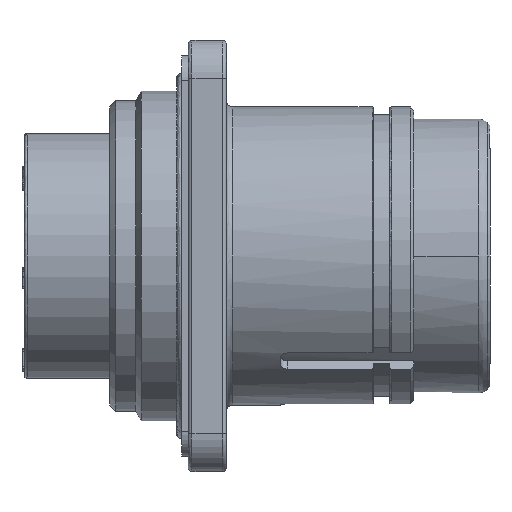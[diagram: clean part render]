
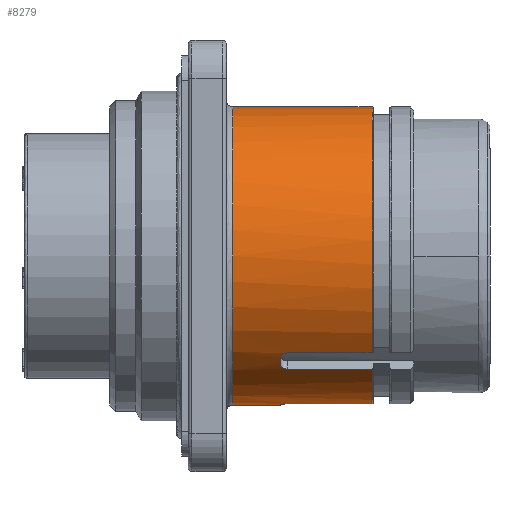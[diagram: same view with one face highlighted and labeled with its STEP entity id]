
A CAD part, front view. The second image highlights one B-rep face of the part: STEP entity #8279.
In plain terms, the highlighted cylindrical face has radius 11.75 mm (diameter 23.5 mm), a partial arc.
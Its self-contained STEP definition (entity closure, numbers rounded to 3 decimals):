
#16 = VERTEX_POINT ( 'NONE', #16635 ) ;
#17 = VERTEX_POINT ( 'NONE', #16636 ) ;
#22 = VERTEX_POINT ( 'NONE', #16641 ) ;
#24 = VERTEX_POINT ( 'NONE', #16643 ) ;
#5880 = DIRECTION ( 'NONE',  ( 0., 0., 1. ) ) ;
#5887 = DIRECTION ( 'NONE',  ( -1., 0., 0. ) ) ;
#5888 = CARTESIAN_POINT ( 'NONE',  ( 4.863, -0.837, 46.609 ) ) ;
#8279 = ADVANCED_FACE ( 'NONE', ( #27223 ), #27227, .T. ) ;
#16530 = AXIS2_PLACEMENT_3D ( 'NONE', #22751, #22752, #22753 ) ;
#16565 = AXIS2_PLACEMENT_3D ( 'NONE', #23603, #23604, #23605 ) ;
#16566 = AXIS2_PLACEMENT_3D ( 'NONE', #23608, #23609, #23610 ) ;
#16567 = AXIS2_PLACEMENT_3D ( 'NONE', #23756, #23757, #23758 ) ;
#16590 = AXIS2_PLACEMENT_3D ( 'NONE', #23917, #23918, #23919 ) ;
#16635 = CARTESIAN_POINT ( 'NONE',  ( -6.137, -0.837, 34.859 ) ) ;
#16636 = CARTESIAN_POINT ( 'NONE',  ( -6.137, -0.837, 58.359 ) ) ;
#16641 = CARTESIAN_POINT ( 'NONE',  ( -2.337, -0.837, 34.859 ) ) ;
#16643 = CARTESIAN_POINT ( 'NONE',  ( 4.863, -0.837, 58.359 ) ) ;
#18152 = B_SPLINE_CURVE_WITH_KNOTS ( 'NONE', 3,
 ( #23511, #23506, #23507, #23512, #23513, #23514 ),
 .UNSPECIFIED., .F., .F.,
 ( 4, 2, 4 ),
 ( 0., 0., 0.001 ),
 .UNSPECIFIED. ) ;
#18163 = B_SPLINE_CURVE_WITH_KNOTS ( 'NONE', 3,
 ( #23575, #23556, #23569, #23577, #23578, #23579 ),
 .UNSPECIFIED., .F., .F.,
 ( 4, 2, 4 ),
 ( 0., 0., 0.001 ),
 .UNSPECIFIED. ) ;
#18172 = B_SPLINE_CURVE_WITH_KNOTS ( 'NONE', 3,
 ( #23799, #23794, #23796, #23801, #23802, #23803 ),
 .UNSPECIFIED., .F., .F.,
 ( 4, 2, 4 ),
 ( 0., 0., 0.001 ),
 .UNSPECIFIED. ) ;
#18815 = CIRCLE ( 'NONE', #16530, 11.75 ) ;
#18898 = LINE ( 'NONE', #23520, #18902 ) ;
#18902 = VECTOR ( 'NONE', #23521, 1000. ) ;
#18919 = LINE ( 'NONE', #23560, #18922 ) ;
#18922 = VECTOR ( 'NONE', #23561, 1000. ) ;
#18928 = CIRCLE ( 'NONE', #16566, 11.75 ) ;
#18930 = LINE ( 'NONE', #23574, #18932 ) ;
#18932 = VECTOR ( 'NONE', #23576, 1000. ) ;
#18933 = CIRCLE ( 'NONE', #16565, 11.75 ) ;
#18937 = CIRCLE ( 'NONE', #16567, 11.75 ) ;
#18997 = CIRCLE ( 'NONE', #16590, 11.75 ) ;
#22751 = CARTESIAN_POINT ( 'NONE',  ( 4.863, -0.837, 46.609 ) ) ;
#22752 = DIRECTION ( 'NONE',  ( 1., 0., 0. ) ) ;
#22753 = DIRECTION ( 'NONE',  ( 0., 0., 1. ) ) ;
#23506 = CARTESIAN_POINT ( 'NONE',  ( -2.337, -8.762, 37.932 ) ) ;
#23507 = CARTESIAN_POINT ( 'NONE',  ( -2.283, -8.665, 37.846 ) ) ;
#23511 = CARTESIAN_POINT ( 'NONE',  ( -2.337, -8.858, 38.022 ) ) ;
#23512 = CARTESIAN_POINT ( 'NONE',  ( -2.099, -8.527, 37.724 ) ) ;
#23513 = CARTESIAN_POINT ( 'NONE',  ( -1.969, -8.485, 37.688 ) ) ;
#23514 = CARTESIAN_POINT ( 'NONE',  ( -1.837, -8.485, 37.688 ) ) ;
#23520 = CARTESIAN_POINT ( 'NONE',  ( -0.637, -8.485, 37.688 ) ) ;
#23521 = DIRECTION ( 'NONE',  ( 1., 0., 0. ) ) ;
#23556 = CARTESIAN_POINT ( 'NONE',  ( -1.97, -2.237, 34.943 ) ) ;
#23560 = CARTESIAN_POINT ( 'NONE',  ( -0.637, -9.758, 38.961 ) ) ;
#23561 = DIRECTION ( 'NONE',  ( -1., 0., 0. ) ) ;
#23569 = CARTESIAN_POINT ( 'NONE',  ( -2.099, -2.183, 34.936 ) ) ;
#23574 = CARTESIAN_POINT ( 'NONE',  ( -0.637, -2.237, 34.943 ) ) ;
#23575 = CARTESIAN_POINT ( 'NONE',  ( -1.837, -2.237, 34.943 ) ) ;
#23576 = DIRECTION ( 'NONE',  ( -1., 0., 0. ) ) ;
#23577 = CARTESIAN_POINT ( 'NONE',  ( -2.283, -1.998, 34.916 ) ) ;
#23578 = CARTESIAN_POINT ( 'NONE',  ( -2.337, -1.869, 34.904 ) ) ;
#23579 = CARTESIAN_POINT ( 'NONE',  ( -2.337, -1.737, 34.893 ) ) ;
#23603 = CARTESIAN_POINT ( 'NONE',  ( 4.863, -0.837, 46.609 ) ) ;
#23604 = DIRECTION ( 'NONE',  ( 1., 0., 0. ) ) ;
#23605 = DIRECTION ( 'NONE',  ( 0., 0., 1. ) ) ;
#23608 = CARTESIAN_POINT ( 'NONE',  ( -2.337, -0.837, 46.609 ) ) ;
#23609 = DIRECTION ( 'NONE',  ( 1., 0., 0. ) ) ;
#23610 = DIRECTION ( 'NONE',  ( 0., 0., 1. ) ) ;
#23756 = CARTESIAN_POINT ( 'NONE',  ( -6.137, -0.837, 46.609 ) ) ;
#23757 = DIRECTION ( 'NONE',  ( 1., 0., 0. ) ) ;
#23758 = DIRECTION ( 'NONE',  ( 0., 0., -1. ) ) ;
#23794 = CARTESIAN_POINT ( 'NONE',  ( -1.969, -9.758, 38.961 ) ) ;
#23796 = CARTESIAN_POINT ( 'NONE',  ( -2.099, -9.723, 38.92 ) ) ;
#23799 = CARTESIAN_POINT ( 'NONE',  ( -1.837, -9.758, 38.961 ) ) ;
#23801 = CARTESIAN_POINT ( 'NONE',  ( -2.283, -9.601, 38.781 ) ) ;
#23802 = CARTESIAN_POINT ( 'NONE',  ( -2.337, -9.514, 38.685 ) ) ;
#23803 = CARTESIAN_POINT ( 'NONE',  ( -2.337, -9.424, 38.588 ) ) ;
#23917 = CARTESIAN_POINT ( 'NONE',  ( -2.337, -0.837, 46.609 ) ) ;
#23918 = DIRECTION ( 'NONE',  ( 1., 0., 0. ) ) ;
#23919 = DIRECTION ( 'NONE',  ( 0., 0., 1. ) ) ;
#24080 = CARTESIAN_POINT ( 'NONE',  ( -1.837, -9.758, 38.961 ) ) ;
#24084 = CARTESIAN_POINT ( 'NONE',  ( 4.863, -9.758, 38.961 ) ) ;
#24086 = CARTESIAN_POINT ( 'NONE',  ( -2.337, -8.858, 38.022 ) ) ;
#24088 = CARTESIAN_POINT ( 'NONE',  ( -2.337, -9.424, 38.588 ) ) ;
#24089 = CARTESIAN_POINT ( 'NONE',  ( -1.837, -8.485, 37.688 ) ) ;
#24090 = CARTESIAN_POINT ( 'NONE',  ( -2.337, -1.737, 34.893 ) ) ;
#24091 = CARTESIAN_POINT ( 'NONE',  ( 4.863, -2.237, 34.943 ) ) ;
#24092 = CARTESIAN_POINT ( 'NONE',  ( 4.863, -8.485, 37.688 ) ) ;
#24093 = CARTESIAN_POINT ( 'NONE',  ( -1.837, -2.237, 34.943 ) ) ;
#27223 = FACE_OUTER_BOUND ( 'NONE', #35474, .T. ) ;
#27227 = CYLINDRICAL_SURFACE ( 'NONE', #38411, 11.75 ) ;
#28517 = ORIENTED_EDGE ( 'NONE', *, *, #33080, .F. ) ;
#28518 = ORIENTED_EDGE ( 'NONE', *, *, #37850, .F. ) ;
#28519 = ORIENTED_EDGE ( 'NONE', *, *, #37835, .F. ) ;
#28520 = ORIENTED_EDGE ( 'NONE', *, *, #37842, .F. ) ;
#28521 = ORIENTED_EDGE ( 'NONE', *, *, #37848, .F. ) ;
#28522 = ORIENTED_EDGE ( 'NONE', *, *, #37792, .F. ) ;
#28523 = ORIENTED_EDGE ( 'NONE', *, *, #37786, .F. ) ;
#28524 = ORIENTED_EDGE ( 'NONE', *, *, #37959, .F. ) ;
#28525 = ORIENTED_EDGE ( 'NONE', *, *, #37885, .F. ) ;
#28526 = ORIENTED_EDGE ( 'NONE', *, *, #37825, .F. ) ;
#28527 = ORIENTED_EDGE ( 'NONE', *, *, #37647, .F. ) ;
#28528 = ORIENTED_EDGE ( 'NONE', *, *, #33082, .T. ) ;
#28529 = ORIENTED_EDGE ( 'NONE', *, *, #37855, .T. ) ;
#33080 = EDGE_CURVE ( 'NONE', #22, #16, #42555, .T. ) ;
#33082 = EDGE_CURVE ( 'NONE', #24, #17, #42560, .T. ) ;
#35474 = EDGE_LOOP ( 'NONE', ( #28517, #28518, #28519, #28520, #28521, #28522, #28523, #28524, #28525, #28526, #28527, #28528, #28529 ) ) ;
#37647 = EDGE_CURVE ( 'NONE', #24, #39407, #18815, .T. ) ;
#37786 = EDGE_CURVE ( 'NONE', #39409, #39412, #18152, .T. ) ;
#37792 = EDGE_CURVE ( 'NONE', #39412, #39415, #18898, .T. ) ;
#37825 = EDGE_CURVE ( 'NONE', #39407, #39403, #18919, .T. ) ;
#37835 = EDGE_CURVE ( 'NONE', #39416, #39413, #18163, .T. ) ;
#37842 = EDGE_CURVE ( 'NONE', #39414, #39416, #18930, .T. ) ;
#37848 = EDGE_CURVE ( 'NONE', #39415, #39414, #18933, .T. ) ;
#37850 = EDGE_CURVE ( 'NONE', #39413, #22, #18928, .T. ) ;
#37855 = EDGE_CURVE ( 'NONE', #17, #16, #18937, .T. ) ;
#37885 = EDGE_CURVE ( 'NONE', #39403, #39411, #18172, .T. ) ;
#37959 = EDGE_CURVE ( 'NONE', #39411, #39409, #18997, .T. ) ;
#38411 = AXIS2_PLACEMENT_3D ( 'NONE', #5888, #5887, #5880 ) ;
#39403 = VERTEX_POINT ( 'NONE', #24080 ) ;
#39407 = VERTEX_POINT ( 'NONE', #24084 ) ;
#39409 = VERTEX_POINT ( 'NONE', #24086 ) ;
#39411 = VERTEX_POINT ( 'NONE', #24088 ) ;
#39412 = VERTEX_POINT ( 'NONE', #24089 ) ;
#39413 = VERTEX_POINT ( 'NONE', #24090 ) ;
#39414 = VERTEX_POINT ( 'NONE', #24091 ) ;
#39415 = VERTEX_POINT ( 'NONE', #24092 ) ;
#39416 = VERTEX_POINT ( 'NONE', #24093 ) ;
#42013 = DIRECTION ( 'NONE',  ( -1., 0., 0. ) ) ;
#42015 = CARTESIAN_POINT ( 'NONE',  ( 4.863, -0.837, 34.859 ) ) ;
#42019 = DIRECTION ( 'NONE',  ( -1., 0., 0. ) ) ;
#42020 = CARTESIAN_POINT ( 'NONE',  ( 4.863, -0.837, 58.359 ) ) ;
#42555 = LINE ( 'NONE', #42015, #42561 ) ;
#42560 = LINE ( 'NONE', #42020, #42564 ) ;
#42561 = VECTOR ( 'NONE', #42013, 1000. ) ;
#42564 = VECTOR ( 'NONE', #42019, 1000. ) ;
